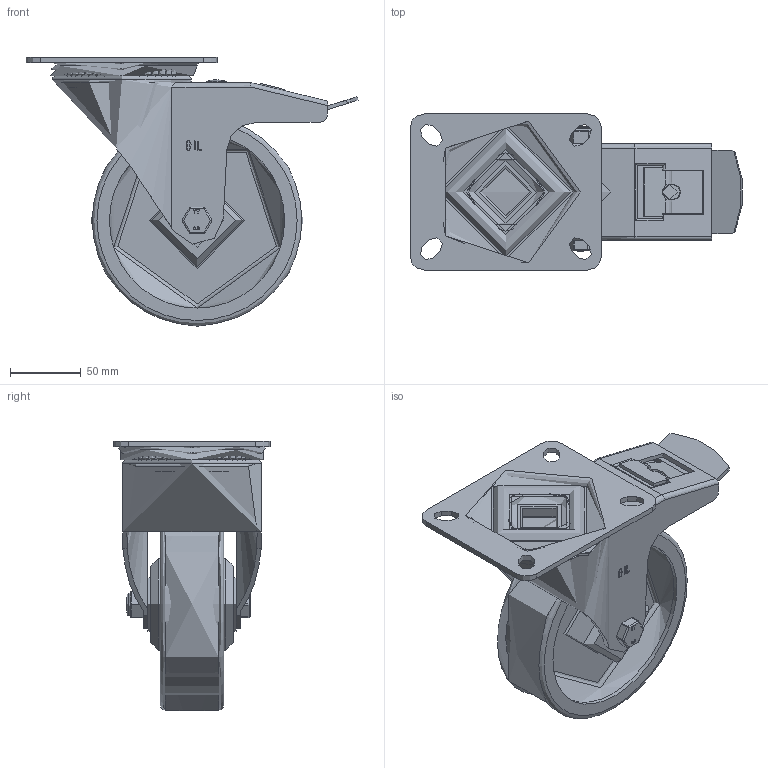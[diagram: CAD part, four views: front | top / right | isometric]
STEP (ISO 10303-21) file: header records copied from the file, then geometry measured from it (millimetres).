
FILE_DESCRIPTION(/* description */ ('','CAx-IF Rec.Pracs.---Representation and Presentation of Product Manufacturing Information (PMI)---4.0---2014-10-13'),/* implementation_level */ '2;1');
FILE_NAME(/* name */ 'BZMM150PNBSWB.step',/* time_stamp */ '2024-12-16T15:40:34Z',/* author */ (''),/* organization */ (''),/* preprocessor_version */ 'ST-DEVELOPER v20',/* originating_system */ 'Autodesk Translation Framework v13.20.0.188',/* authorisation */ '');
FILE_SCHEMA (('AP242_MANAGED_MODEL_BASED_3D_ENGINEERING_MIM_LF { 1 0 10303 442 1 1 4 }'));
Length unit declared in the file: millimetre
Products named in the file (37): BZMM150PNBSWB; BZMM150ASSWB - 62 v1; ZINC PLATED, PRESSED STEEL TOP PLATE; ZINC PLATED, PRESSED STEEL TOP PLATE Geometry; BALL BEARINGS; Component1; ZINC PLATED, PRESSED STEEL FORKS; BEARING SEAL; ZINC PLATED, PRESSED STEEL BRAKE PEDAL; BRAKE PAD; BRAKE PAD Geometry; BOLT; NUT; BRAKE BOLT; BZH150WPNRB v1; NYLON RIM; NYLON RIM Geometry; CAP; ROLLER BEARING; Pattern; Component7; CAGE; POLYURETHANE TYRE; TUBEM20X60 v1; ZINC PLATED STEEL TUBE; WP20X40X2 v1; NYLON WASHER; Component1 (1); WP20X40X2 v1 (1); NYLON WASHER (1); Component1 (2); HEXBOLTM12X80Z8.8 v2; GRADE 8.8 ZINC PLATED BOLT; NYLOCM12Z v1; NYLOC NUT; NUT (1); RUBBER
Assembly tree (84 placements, depth 5):
  BZMM150PNBSWB
    BZMM150ASSWB - 62 v1
      ZINC PLATED, PRESSED STEEL TOP PLATE
        ZINC PLATED, PRESSED STEEL TOP PLATE Geometry
        BALL BEARINGS
          Component1  x40
      ZINC PLATED, PRESSED STEEL FORKS
      BEARING SEAL
      ZINC PLATED, PRESSED STEEL BRAKE PEDAL
      BRAKE PAD
        BRAKE PAD Geometry
        BOLT
        NUT
        BRAKE BOLT
    BZH150WPNRB v1
      NYLON RIM
        NYLON RIM Geometry
        CAP
      ROLLER BEARING
        Pattern
          Component7  x10
        CAGE
      POLYURETHANE TYRE
    TUBEM20X60 v1
      ZINC PLATED STEEL TUBE
    WP20X40X2 v1
      NYLON WASHER
        Component1 (1)
    WP20X40X2 v1 (1)
      NYLON WASHER (1)
        Component1 (2)
    HEXBOLTM12X80Z8.8 v2
      GRADE 8.8 ZINC PLATED BOLT
    NYLOCM12Z v1
      NYLOC NUT
        NUT (1)
        RUBBER
Bounding box: 233.89 x 110 x 189.94 mm (x, y, z)
Volume: 737472.3 mm3; surface area: 295463.8 mm2
Topology: 68 solids, 68 shells, 680 faces, 1706 edges, 1090 vertices
Faces by surface type: plane 333, cylinder 206, sphere 59, bspline 52, torus 22, cone 8
Full cylindrical faces by diameter (mm): 5 x10, 8 x4, 9.836 x18, 11 x2, 11.834 x18, 12 x3, 12.2 x2, 12.5 x1, 14 x3, 18 x1, 18.5 x1, 19.9 x1, 20.5 x2, 21 x3, 29.5 x1, 30 x1, 31.95 x1, 32 x1, 33.75 x1, 37.5 x2, 39.75 x2, 50 x1, 64.5 x2, 78 x1, 92 x1, 98 x1, 123.5 x4, 133.5 x2
Entity records: 28052 total; most frequent: CARTESIAN_POINT 12012, DIRECTION 3145, ORIENTED_EDGE 3118, EDGE_CURVE 1559, AXIS2_PLACEMENT_3D 1137, VERTEX_POINT 994, LINE 871, VECTOR 871
